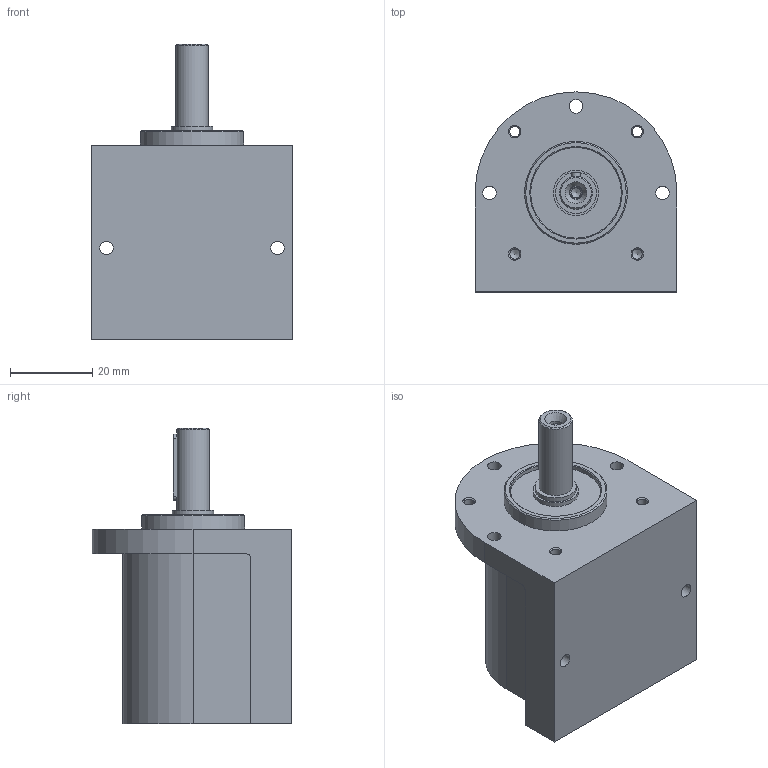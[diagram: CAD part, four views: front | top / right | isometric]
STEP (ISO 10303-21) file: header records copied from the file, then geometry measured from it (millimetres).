
FILE_DESCRIPTION(/* description */ ('STEP AP214'),/* implementation_level */ '2;1');
FILE_NAME(/* name */ '30929_FLSR-12-R',/* time_stamp */ '2024-08-28T14:21:26+02:00',/* author */ ('License CC BY-ND 4.0'),/* organization */ ('CADENAS'),/* preprocessor_version */ 'ST-DEVELOPER v19.3',/* originating_system */ 'PARTsolutions',/* authorisation */ ' ');
FILE_SCHEMA (('AUTOMOTIVE_DESIGN {1 0 10303 214 3 1 1}'));
Length unit declared in the file: millimetre
Products named in the file (3): 30929 FLSR-12-R; 30929 FLSR-12-R_z; 30929 FLSR-12-R_k
Assembly tree (2 placements, depth 2):
  30929 FLSR-12-R
    30929 FLSR-12-R_z
    30929 FLSR-12-R_k
Bounding box: 49 x 48.5 x 71.8 mm (x, y, z)
Volume: 68842.7 mm3; surface area: 20673.2 mm2
Topology: 2 solids, 2 shells, 90 faces, 192 edges, 123 vertices
Faces by surface type: cylinder 37, plane 34, cone 18, torus 1
Full cylindrical faces by diameter (mm): 2.459 x7, 3.2 x1, 3.3 x5, 6 x5, 7 x2, 8 x2, 10 x1, 11 x1, 16 x1, 22 x3, 25 x2
Entity records: 2250 total; most frequent: DIRECTION 401, CARTESIAN_POINT 365, ORIENTED_EDGE 268, AXIS2_PLACEMENT_3D 178, FACE_BOUND 176, EDGE_LOOP 171, EDGE_CURVE 134, VERTEX_POINT 118
